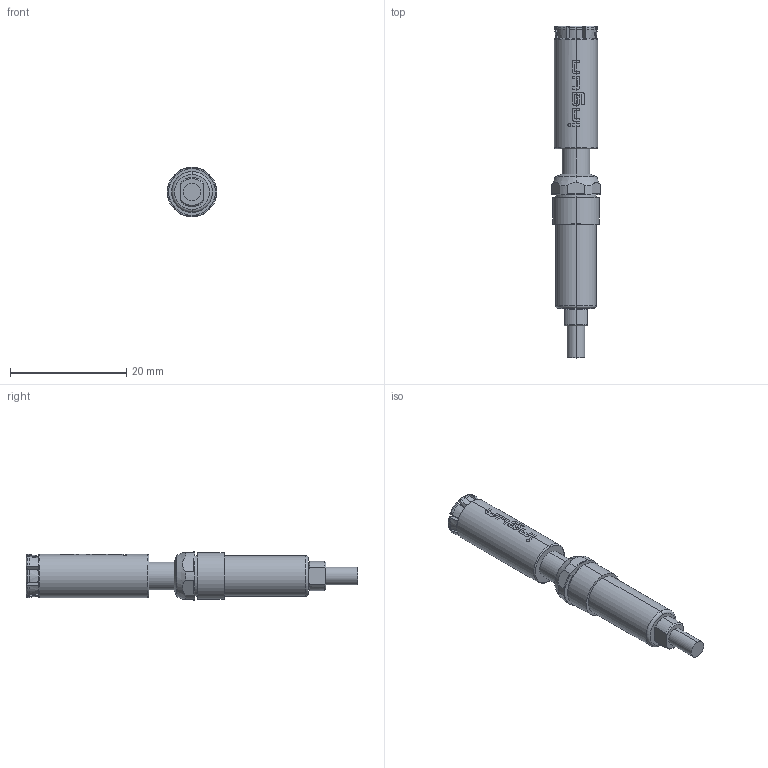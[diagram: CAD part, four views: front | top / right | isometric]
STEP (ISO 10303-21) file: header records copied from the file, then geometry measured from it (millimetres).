
FILE_DESCRIPTION (( 'STEP AP203' ), '1' );
FILE_NAME ('INGUN_HKR-612_400_100_S_xxx03_M.STEP', '2022-03-08T14:22:09', ( 'ochi' ), ( '' ), 'SwSTEP 2.0', 'SolidWorks 2018', '' );
FILE_SCHEMA (( 'CONFIG_CONTROL_DESIGN' ));
Length unit declared in the file: millimetre
Products named in the file (1): INGUN_HKR-612_400_100_S_xxx03_M
Bounding box: 8.5 x 57 x 8.5 mm (x, y, z)
Volume: 1658.1 mm3; surface area: 2357.5 mm2
Topology: 1 solids, 1 shells, 250 faces, 682 edges, 444 vertices
Faces by surface type: plane 97, cylinder 57, torus 49, cone 25, bspline 22
Entity records: 8604 total; most frequent: CARTESIAN_POINT 2369, ORIENTED_EDGE 1364, DIRECTION 1233, EDGE_CURVE 682, AXIS2_PLACEMENT_3D 504, VERTEX_POINT 444, CIRCLE 275, EDGE_LOOP 260
